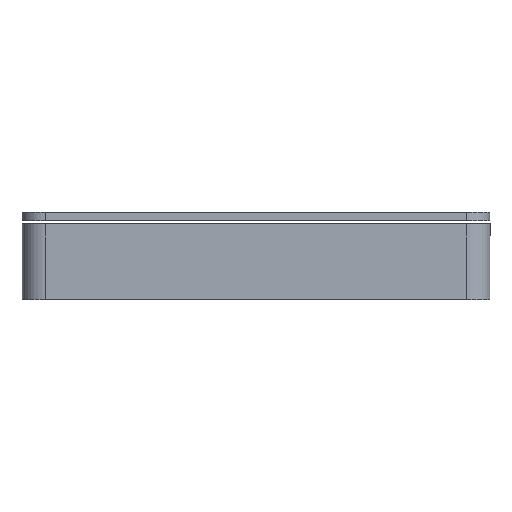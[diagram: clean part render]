
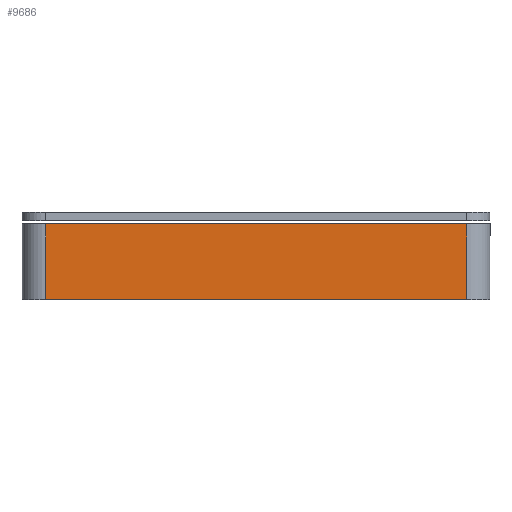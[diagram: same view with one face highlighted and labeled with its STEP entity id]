
A CAD part, front view. The second image highlights one B-rep face of the part: STEP entity #9686.
In plain terms, the highlighted face is planar.
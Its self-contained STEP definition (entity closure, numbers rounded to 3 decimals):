
#1465=FACE_OUTER_BOUND('',#2123,.T.);
#2123=EDGE_LOOP('',(#7777,#7778,#7779,#7780));
#2817=LINE('',#13653,#3602);
#2867=LINE('',#14631,#3652);
#2869=LINE('',#14635,#3654);
#2870=LINE('',#14636,#3655);
#3602=VECTOR('',#11804,10.);
#3652=VECTOR('',#11870,10.);
#3654=VECTOR('',#11874,10.);
#3655=VECTOR('',#11875,10.);
#4405=VERTEX_POINT('',#13650);
#4406=VERTEX_POINT('',#13652);
#4606=VERTEX_POINT('',#14629);
#4607=VERTEX_POINT('',#14634);
#5558=EDGE_CURVE('',#4406,#4405,#2817,.T.);
#5759=EDGE_CURVE('',#4606,#4405,#2867,.T.);
#5761=EDGE_CURVE('',#4607,#4606,#2869,.T.);
#5762=EDGE_CURVE('',#4406,#4607,#2870,.T.);
#7777=ORIENTED_EDGE('',*,*,#5759,.F.);
#7778=ORIENTED_EDGE('',*,*,#5761,.F.);
#7779=ORIENTED_EDGE('',*,*,#5762,.F.);
#7780=ORIENTED_EDGE('',*,*,#5558,.T.);
#9392=PLANE('',#10476);
#9686=ADVANCED_FACE('',(#1465),#9392,.T.);
#10476=AXIS2_PLACEMENT_3D('',#14633,#11872,#11873);
#11804=DIRECTION('',(0.,0.,1.));
#11870=DIRECTION('',(0.,-1.,0.));
#11872=DIRECTION('center_axis',(-1.,0.,0.));
#11873=DIRECTION('ref_axis',(0.,0.,1.));
#11874=DIRECTION('',(0.,0.,1.));
#11875=DIRECTION('',(0.,1.,0.));
#13650=CARTESIAN_POINT('',(-40.05,0.,36.65));
#13652=CARTESIAN_POINT('',(-40.05,0.,-35.45));
#13653=CARTESIAN_POINT('',(-40.05,0.,-39.45));
#14629=CARTESIAN_POINT('',(-40.05,13.,36.65));
#14631=CARTESIAN_POINT('',(-40.05,0.,36.65));
#14633=CARTESIAN_POINT('Origin',(-40.05,0.,-39.45));
#14634=CARTESIAN_POINT('',(-40.05,13.,-35.45));
#14635=CARTESIAN_POINT('',(-40.05,13.,-39.45));
#14636=CARTESIAN_POINT('',(-40.05,0.,-35.45));
